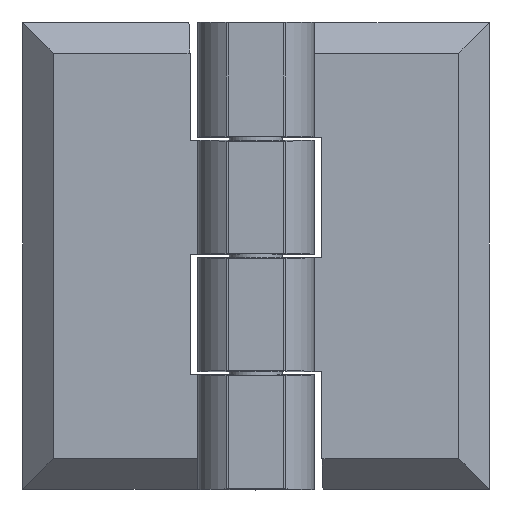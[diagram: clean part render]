
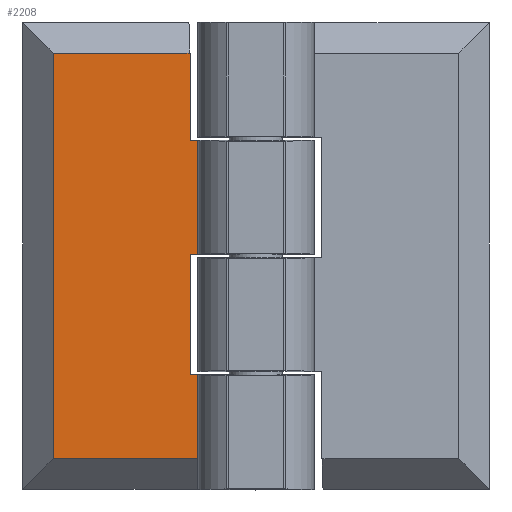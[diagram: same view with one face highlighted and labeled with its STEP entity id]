
A CAD part, top view. The second image highlights one B-rep face of the part: STEP entity #2208.
In plain terms, the highlighted planar face has unit normal (0, 0, 1).
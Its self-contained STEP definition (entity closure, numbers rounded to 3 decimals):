
#234 = CARTESIAN_POINT ( 'NONE',  ( -32.25, 14.9, 3.999 ) ) ;
#325 = DIRECTION ( 'NONE',  ( -1., 0., 0. ) ) ;
#391 = VERTEX_POINT ( 'NONE', #5668 ) ;
#510 = CARTESIAN_POINT ( 'NONE',  ( -15.75, 0.2, 3.999 ) ) ;
#517 = CARTESIAN_POINT ( 'NONE',  ( -32.25, 0.822, 3.999 ) ) ;
#728 = LINE ( 'NONE', #9531, #8605 ) ;
#884 = LINE ( 'NONE', #18012, #16369 ) ;
#889 = ORIENTED_EDGE ( 'NONE', *, *, #7531, .F. ) ;
#1323 = LINE ( 'NONE', #2535, #14440 ) ;
#1487 = VERTEX_POINT ( 'NONE', #5634 ) ;
#1743 = EDGE_CURVE ( 'NONE', #18288, #5057, #6167, .T. ) ;
#1851 = PLANE ( 'NONE',  #15558 ) ;
#2208 = ADVANCED_FACE ( 'NONE', ( #17849 ), #1851, .T. ) ;
#2412 = VERTEX_POINT ( 'NONE', #13936 ) ;
#2535 = CARTESIAN_POINT ( 'NONE',  ( -31.25, -0.3, 3.999 ) ) ;
#2702 = ORIENTED_EDGE ( 'NONE', *, *, #14317, .F. ) ;
#2703 = CARTESIAN_POINT ( 'NONE',  ( -49.89, 26.14, 3.999 ) ) ;
#2787 = EDGE_CURVE ( 'NONE', #2856, #1487, #13163, .T. ) ;
#2856 = VERTEX_POINT ( 'NONE', #17827 ) ;
#3117 = DIRECTION ( 'NONE',  ( 0., 1., 0. ) ) ;
#3215 = VECTOR ( 'NONE', #15029, 1000. ) ;
#3363 = ORIENTED_EDGE ( 'NONE', *, *, #16980, .T. ) ;
#3427 = CARTESIAN_POINT ( 'NONE',  ( -30.75, 26.5, 3.999 ) ) ;
#3902 = VECTOR ( 'NONE', #325, 1000. ) ;
#4523 = CARTESIAN_POINT ( 'NONE',  ( -31.25, 26.5, 3.999 ) ) ;
#4612 = ORIENTED_EDGE ( 'NONE', *, *, #1743, .T. ) ;
#4677 = DIRECTION ( 'NONE',  ( 1., 0., 0. ) ) ;
#4820 = DIRECTION ( 'NONE',  ( 0., -1., 0. ) ) ;
#4909 = CARTESIAN_POINT ( 'NONE',  ( -49.89, 26.5, 3.999 ) ) ;
#5036 = ORIENTED_EDGE ( 'NONE', *, *, #2787, .F. ) ;
#5057 = VERTEX_POINT ( 'NONE', #16600 ) ;
#5634 = CARTESIAN_POINT ( 'NONE',  ( -32.25, 0.2, 3.999 ) ) ;
#5668 = CARTESIAN_POINT ( 'NONE',  ( -31.25, 14.9, 3.999 ) ) ;
#6167 = LINE ( 'NONE', #11902, #17346 ) ;
#6218 = EDGE_CURVE ( 'NONE', #1487, #2412, #11959, .T. ) ;
#7261 = EDGE_CURVE ( 'NONE', #12817, #16213, #728, .T. ) ;
#7531 = EDGE_CURVE ( 'NONE', #17629, #391, #884, .T. ) ;
#7597 = EDGE_CURVE ( 'NONE', #16213, #18288, #13726, .T. ) ;
#7637 = DIRECTION ( 'NONE',  ( 0., 0., 1. ) ) ;
#7744 = ORIENTED_EDGE ( 'NONE', *, *, #7597, .T. ) ;
#8185 = DIRECTION ( 'NONE',  ( 1., 0., 0. ) ) ;
#8563 = LINE ( 'NONE', #4523, #17615 ) ;
#8605 = VECTOR ( 'NONE', #15243, 1000. ) ;
#8647 = VECTOR ( 'NONE', #11243, 1000. ) ;
#9162 = VERTEX_POINT ( 'NONE', #13451 ) ;
#9531 = CARTESIAN_POINT ( 'NONE',  ( -30.75, 26.14, 3.999 ) ) ;
#9745 = LINE ( 'NONE', #11061, #11755 ) ;
#10734 = ORIENTED_EDGE ( 'NONE', *, *, #6218, .F. ) ;
#10753 = DIRECTION ( 'NONE',  ( -1., 0., 0. ) ) ;
#10793 = ORIENTED_EDGE ( 'NONE', *, *, #7261, .T. ) ;
#11061 = CARTESIAN_POINT ( 'NONE',  ( -32.994, -15.3, 3.999 ) ) ;
#11243 = DIRECTION ( 'NONE',  ( 0., 1., 0. ) ) ;
#11755 = VECTOR ( 'NONE', #12745, 1000. ) ;
#11902 = CARTESIAN_POINT ( 'NONE',  ( -30.75, -26.14, 3.999 ) ) ;
#11959 = LINE ( 'NONE', #517, #16351 ) ;
#12372 = ORIENTED_EDGE ( 'NONE', *, *, #18096, .T. ) ;
#12465 = LINE ( 'NONE', #16556, #8647 ) ;
#12745 = DIRECTION ( 'NONE',  ( 1., 0., 0. ) ) ;
#12817 = VERTEX_POINT ( 'NONE', #15271 ) ;
#13163 = LINE ( 'NONE', #510, #3902 ) ;
#13235 = CARTESIAN_POINT ( 'NONE',  ( -49.89, -26.14, 3.999 ) ) ;
#13316 = ORIENTED_EDGE ( 'NONE', *, *, #14349, .F. ) ;
#13451 = CARTESIAN_POINT ( 'NONE',  ( -31.25, -15.3, 3.999 ) ) ;
#13726 = LINE ( 'NONE', #4909, #3215 ) ;
#13936 = CARTESIAN_POINT ( 'NONE',  ( -32.25, -15.3, 3.999 ) ) ;
#14317 = EDGE_CURVE ( 'NONE', #2412, #9162, #9745, .T. ) ;
#14349 = EDGE_CURVE ( 'NONE', #391, #2856, #1323, .T. ) ;
#14440 = VECTOR ( 'NONE', #18450, 1000. ) ;
#14992 = EDGE_LOOP ( 'NONE', ( #10734, #5036, #13316, #889, #3363, #10793, #7744, #4612, #12372, #2702 ) ) ;
#15029 = DIRECTION ( 'NONE',  ( 0., -1., 0. ) ) ;
#15243 = DIRECTION ( 'NONE',  ( -1., 0., 0. ) ) ;
#15271 = CARTESIAN_POINT ( 'NONE',  ( -32.25, 26.14, 3.999 ) ) ;
#15558 = AXIS2_PLACEMENT_3D ( 'NONE', #3427, #7637, #10753 ) ;
#16213 = VERTEX_POINT ( 'NONE', #2703 ) ;
#16351 = VECTOR ( 'NONE', #4820, 1000. ) ;
#16369 = VECTOR ( 'NONE', #8185, 1000. ) ;
#16556 = CARTESIAN_POINT ( 'NONE',  ( -32.25, 26.5, 3.999 ) ) ;
#16600 = CARTESIAN_POINT ( 'NONE',  ( -31.25, -26.14, 3.999 ) ) ;
#16980 = EDGE_CURVE ( 'NONE', #17629, #12817, #12465, .T. ) ;
#17346 = VECTOR ( 'NONE', #4677, 1000. ) ;
#17615 = VECTOR ( 'NONE', #3117, 1000. ) ;
#17629 = VERTEX_POINT ( 'NONE', #234 ) ;
#17827 = CARTESIAN_POINT ( 'NONE',  ( -31.25, 0.2, 3.999 ) ) ;
#17849 = FACE_OUTER_BOUND ( 'NONE', #14992, .T. ) ;
#18012 = CARTESIAN_POINT ( 'NONE',  ( -32.994, 14.9, 3.999 ) ) ;
#18096 = EDGE_CURVE ( 'NONE', #5057, #9162, #8563, .T. ) ;
#18288 = VERTEX_POINT ( 'NONE', #13235 ) ;
#18450 = DIRECTION ( 'NONE',  ( 0., -1., 0. ) ) ;
